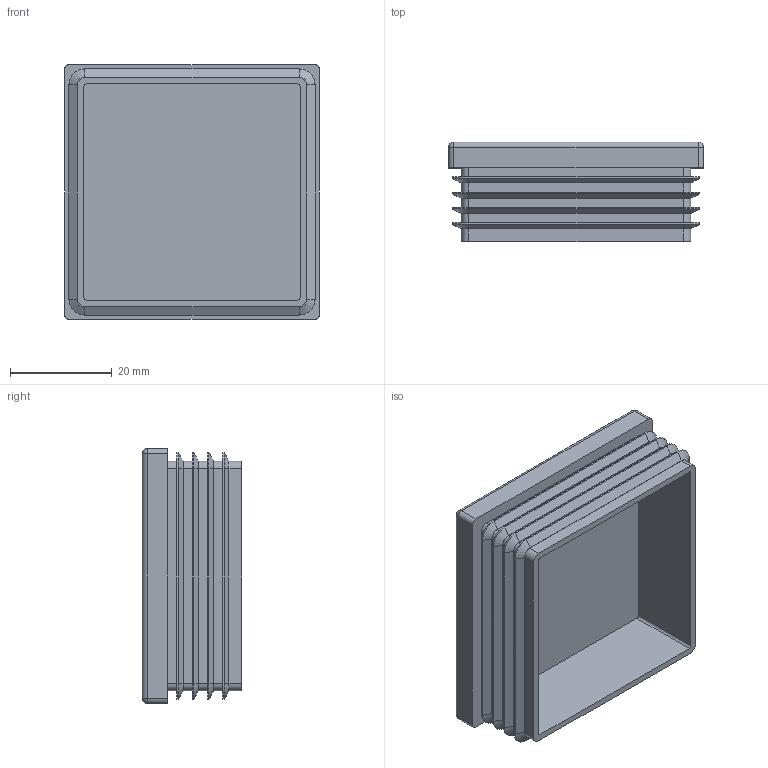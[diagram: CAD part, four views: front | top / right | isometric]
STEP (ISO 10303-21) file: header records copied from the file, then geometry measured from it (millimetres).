
FILE_DESCRIPTION (( 'STEP AP214' ), '1' );
FILE_NAME ('70140-Square Plug Ribbed Plastic White 50mm.STEP', '2018-12-20T20:05:50', ( '' ), ( '' ), 'SwSTEP 2.0', 'SolidWorks 2018', '' );
FILE_SCHEMA (( 'AUTOMOTIVE_DESIGN' ));
Length unit declared in the file: millimetre
Products named in the file (1): 70140-Square Plug Ribbed Plastic White 50mm
Bounding box: 50 x 19.5 x 50 mm (x, y, z)
Volume: 16616.8 mm3; surface area: 12923.8 mm2
Topology: 1 solids, 1 shells, 386 faces, 1004 edges, 652 vertices
Faces by surface type: plane 229, bspline 89, cylinder 48, cone 16, sphere 4
Entity records: 16797 total; most frequent: CARTESIAN_POINT 7808, ORIENTED_EDGE 2000, DIRECTION 1530, EDGE_CURVE 1000, LINE 710, VECTOR 710, VERTEX_POINT 652, EDGE_LOOP 422
